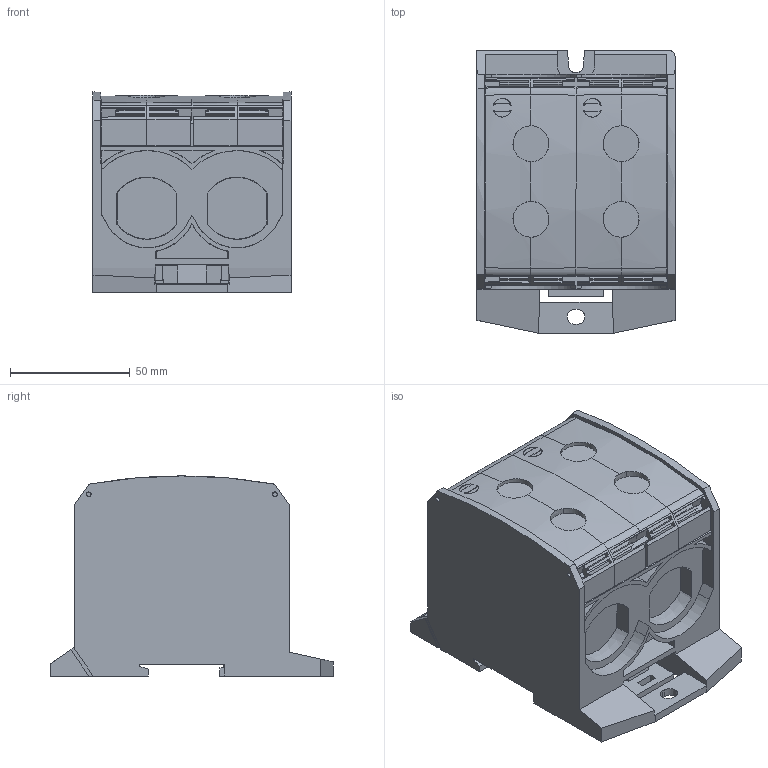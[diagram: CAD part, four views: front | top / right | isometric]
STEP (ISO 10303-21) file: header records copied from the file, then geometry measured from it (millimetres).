
FILE_DESCRIPTION(('CATIA V5 STEP Exchange','CAx-IF Rec.Pracs.--- Model Styling and Organization---1.5--- 2016-08-15','CAx-IF Rec.Pracs.---Supplemental Geometry---1.0---2011-11-01','CAx-IF Rec.Pracs.--- Composite Materials ---1.1---2010-07-15'),'2;1');
FILE_NAME ('D1463006_0', '2025-09-22T09:12:29+00:00', ('none'), ('Weidmueller'), 'CATIA Version 5-6 Release 2024 SP4', 'CATIA V5 STEP AP214 v3', 'none');
FILE_SCHEMA(('AUTOMOTIVE_DESIGN { 1 0 10303 214 1 1 1 1 }'));
Length unit declared in the file: millimetre
Products named in the file (1): 2502910000_WPD_233_2x300-2x300_BL
Bounding box: 82.6 x 118 x 83.5 mm (x, y, z)
Volume: 519347.4 mm3; surface area: 79545.6 mm2
Topology: 2 solids, 2 shells, 527 faces, 1498 edges, 985 vertices
Faces by surface type: plane 376, cone 76, bspline 40, cylinder 29, sphere 6
Entity records: 18399 total; most frequent: CARTESIAN_POINT 5934, ORIENTED_EDGE 2996, DIRECTION 1886, EDGE_CURVE 1498, VECTOR 1078, LINE 1078, VERTEX_POINT 985, EDGE_LOOP 555
